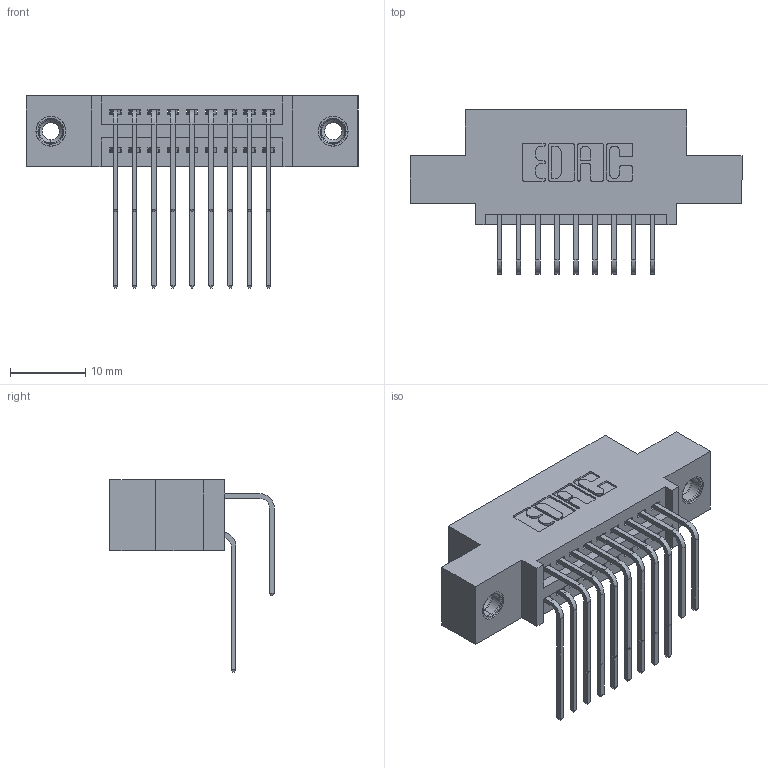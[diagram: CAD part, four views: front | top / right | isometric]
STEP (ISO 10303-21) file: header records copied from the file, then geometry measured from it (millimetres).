
FILE_DESCRIPTION (( 'STEP AP203' ), '1' );
FILE_NAME ('395-018-558-508.STEP', '2019-10-15T20:22:45', ( '' ), ( '' ), 'SwSTEP 2.0', 'SolidWorks 2016', '' );
FILE_SCHEMA (( 'CONFIG_CONTROL_DESIGN' ));
Length unit declared in the file: inch
Products named in the file (5): 345-250-001_345-250-003-102; 395-018-558-508; 345 Part_0.110 Offset - 0.156 Dia-TI; 345-292-001_558 559 Tail - 1; 345-292-001_558 Tail - 2
Assembly tree (21 placements, depth 2):
  395-018-558-508
    345 Part_0.110 Offset - 0.156 Dia-TI
    345-292-001_558 559 Tail - 1  x9
    345-292-001_558 Tail - 2  x9
    345-250-001_345-250-003-102  x2
Bounding box: 44.07 x 21.83 x 25.53 mm (x, y, z)
Volume: 3998.5 mm3; surface area: 5865.9 mm2
Topology: 21 solids, 21 shells, 1126 faces, 3279 edges, 2154 vertices
Faces by surface type: plane 746, cylinder 364, cone 12, torus 4
Entity records: 14474 total; most frequent: CARTESIAN_POINT 2486, ORIENTED_EDGE 2362, DIRECTION 2231, EDGE_CURVE 1181, VECTOR 953, LINE 953, VERTEX_POINT 780, AXIS2_PLACEMENT_3D 639
